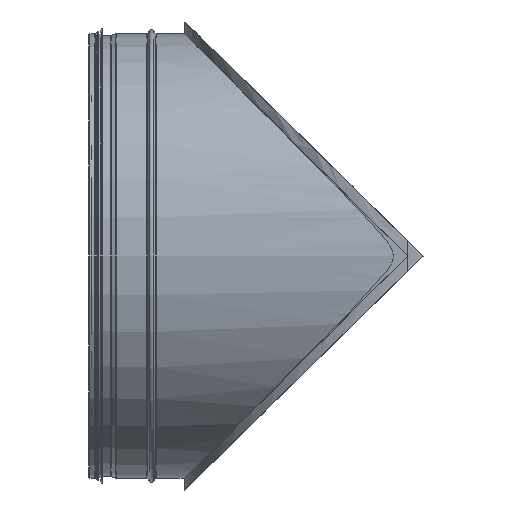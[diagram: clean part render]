
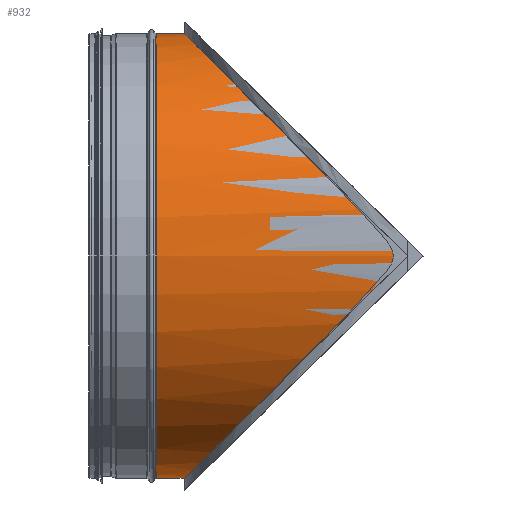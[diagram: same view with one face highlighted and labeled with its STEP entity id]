
A CAD part, left-side view. The second image highlights one B-rep face of the part: STEP entity #932.
In plain terms, the highlighted cylindrical face has radius 249.375 mm (diameter 498.75 mm), a full revolution.
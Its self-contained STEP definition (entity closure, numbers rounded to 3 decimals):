
#645=CARTESIAN_POINT('',(0.,357.375,249.375));
#646=VERTEX_POINT('',#645);
#647=CARTESIAN_POINT('',(0.,357.375,-249.375));
#648=VERTEX_POINT('',#647);
#649=CARTESIAN_POINT('',(0.,357.375,0.0));
#650=DIRECTION('',(0.707,-0.707,0.0));
#651=DIRECTION('',(-0.707,-0.707,0.0));
#652=AXIS2_PLACEMENT_3D('',#649,#650,#651);
#653=ELLIPSE('',#652,352.67,249.375);
#654=EDGE_CURVE('',#646,#648,#653,.T.);
#656=CARTESIAN_POINT('',(249.375,108.,0.004));
#657=VERTEX_POINT('',#656);
#658=CARTESIAN_POINT('',(0.,357.375,0.0));
#659=DIRECTION('',(-0.707,-0.707,0.0));
#660=DIRECTION('',(0.707,-0.707,0.0));
#661=AXIS2_PLACEMENT_3D('',#658,#659,#660);
#662=ELLIPSE('',#661,352.67,249.375);
#663=EDGE_CURVE('',#657,#646,#662,.T.);
#857=CARTESIAN_POINT('',(249.375,108.,0.0));
#858=VERTEX_POINT('',#857);
#865=CARTESIAN_POINT('',(0.,357.375,0.0));
#866=DIRECTION('',(-0.707,-0.707,0.0));
#867=DIRECTION('',(0.707,-0.707,0.0));
#868=AXIS2_PLACEMENT_3D('',#865,#866,#867);
#869=ELLIPSE('',#868,352.67,249.375);
#870=EDGE_CURVE('',#648,#858,#869,.T.);
#881=CARTESIAN_POINT('',(249.375,76.0,0.004));
#882=VERTEX_POINT('',#881);
#883=CARTESIAN_POINT('',(249.375,76.0,0.004));
#884=DIRECTION('',(0.0,1.0,0.0));
#885=VECTOR('',#884,32.);
#886=LINE('',#883,#885);
#887=EDGE_CURVE('',#882,#657,#886,.T.);
#906=CARTESIAN_POINT('',(0.,173.687,0.0));
#907=DIRECTION('',(0.,1.0,0.0));
#908=DIRECTION('',(1.0,0.0,0.0));
#909=AXIS2_PLACEMENT_3D('',#906,#907,#908);
#910=CYLINDRICAL_SURFACE('',#909,249.375);
#911=ORIENTED_EDGE('',*,*,#663,.T.);
#912=ORIENTED_EDGE('',*,*,#654,.T.);
#913=ORIENTED_EDGE('',*,*,#870,.T.);
#914=CARTESIAN_POINT('',(249.375,76.0,0.0));
#915=VERTEX_POINT('',#914);
#916=CARTESIAN_POINT('',(249.375,76.0,0.0));
#917=DIRECTION('',(0.0,1.0,0.0));
#918=VECTOR('',#917,32.);
#919=LINE('',#916,#918);
#920=EDGE_CURVE('',#915,#858,#919,.T.);
#921=ORIENTED_EDGE('',*,*,#920,.F.);
#922=CARTESIAN_POINT('',(0.,76.,0.0));
#923=DIRECTION('',(0.0,1.0,0.0));
#924=DIRECTION('',(1.0,0.0,0.0));
#925=AXIS2_PLACEMENT_3D('',#922,#923,#924);
#926=CIRCLE('',#925,249.375);
#927=EDGE_CURVE('',#915,#882,#926,.T.);
#928=ORIENTED_EDGE('',*,*,#927,.T.);
#929=ORIENTED_EDGE('',*,*,#887,.T.);
#930=EDGE_LOOP('',(#911,#912,#913,#921,#928,#929));
#931=FACE_OUTER_BOUND('',#930,.T.);
#932=ADVANCED_FACE('',(#931),#910,.T.);
